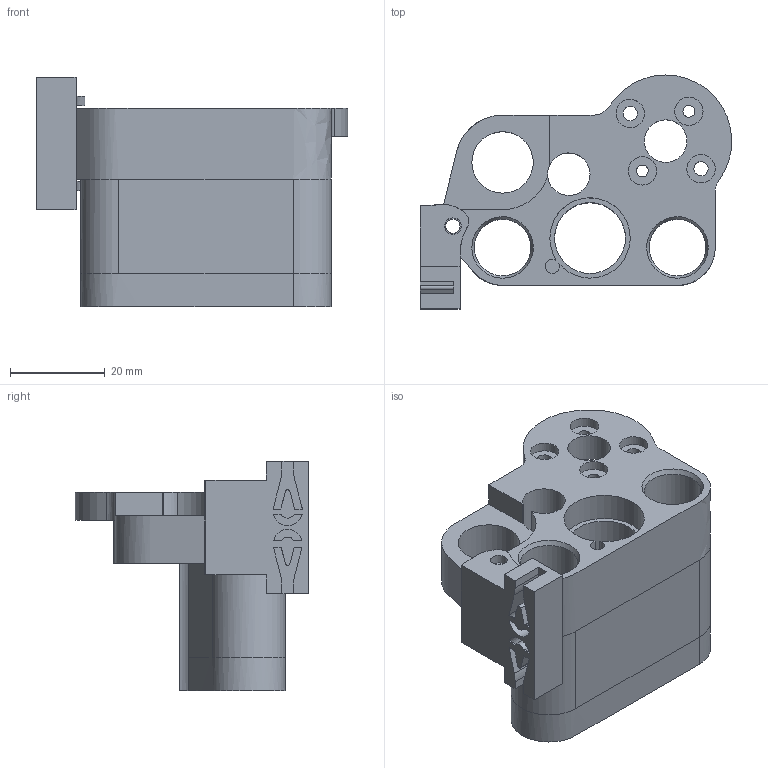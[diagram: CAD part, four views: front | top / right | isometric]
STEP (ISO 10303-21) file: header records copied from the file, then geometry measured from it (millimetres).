
FILE_DESCRIPTION(/* description */ (''),/* implementation_level */ '2;1');
FILE_NAME(/* name */ 'timing belt mount.step',/* time_stamp */ '2020-09-19T11:27:35+02:00',/* author */ (''),/* organization */ (''),/* preprocessor_version */ 'ST-DEVELOPER v18.1',/* originating_system */ 'Autodesk Translation Framework v9.3.0.1241',/* authorisation */ '');
FILE_SCHEMA (('AUTOMOTIVE_DESIGN { 1 0 10303 214 3 1 1 }'));
Length unit declared in the file: millimetre
Products named in the file (2): timing belt mount; Component1
Assembly tree (1 placements, depth 2):
  timing belt mount
    Component1
Bounding box: 65.9 x 49.5 x 48.5 mm (x, y, z)
Volume: 31053.9 mm3; surface area: 18387.4 mm2
Topology: 2 solids, 2 shells, 123 faces, 342 edges, 227 vertices
Faces by surface type: plane 62, cylinder 44, bspline 12, cone 5
Full cylindrical faces by diameter (mm): 2 x4, 2.5 x2, 3 x3, 3.5 x2, 6 x4, 9 x2, 12 x2, 13 x1, 15 x1, 17 x1
Entity records: 4600 total; most frequent: CARTESIAN_POINT 1277, ORIENTED_EDGE 684, DIRECTION 673, EDGE_CURVE 342, AXIS2_PLACEMENT_3D 234, VERTEX_POINT 227, LINE 205, VECTOR 205
